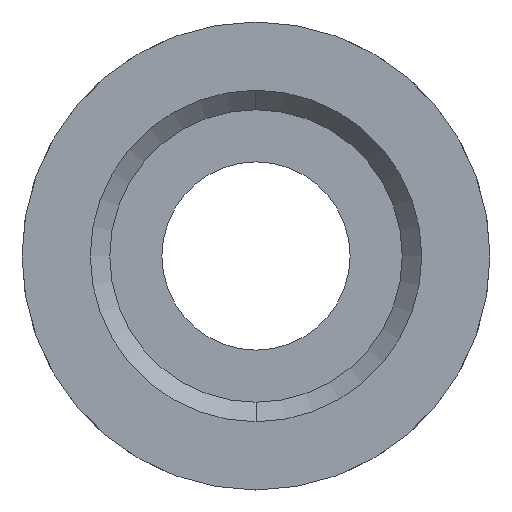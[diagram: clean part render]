
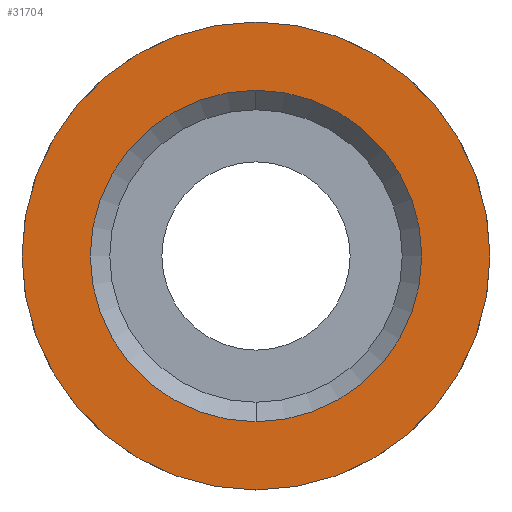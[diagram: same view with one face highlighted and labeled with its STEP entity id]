
A CAD part, front view. The second image highlights one B-rep face of the part: STEP entity #31704.
In plain terms, the highlighted planar face has unit normal (0, -1, 0).
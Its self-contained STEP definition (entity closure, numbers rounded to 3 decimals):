
#514=CARTESIAN_POINT('',(0.,-55.3,0.));
#515=DIRECTION('',(0.,1.,0.));
#516=DIRECTION('',(0.,0.,1.));
#517=AXIS2_PLACEMENT_3D('',#514,#515,#516);
#538=CARTESIAN_POINT('',(0.,-55.3,0.));
#539=DIRECTION('',(0.,1.,0.));
#540=DIRECTION('',(0.,0.,-1.));
#541=AXIS2_PLACEMENT_3D('',#538,#539,#540);
#629=CARTESIAN_POINT('',(0.,-55.3,0.));
#630=DIRECTION('',(0.,-1.,0.));
#631=DIRECTION('',(1.,0.,0.));
#632=AXIS2_PLACEMENT_3D('',#629,#630,#631);
#651=CARTESIAN_POINT('',(0.,-55.3,0.));
#652=DIRECTION('',(0.,-1.,0.));
#653=DIRECTION('',(-1.,0.,0.));
#654=AXIS2_PLACEMENT_3D('',#651,#652,#653);
#28789=CARTESIAN_POINT('',(0.,-55.3,-12.75));
#28791=VERTEX_POINT('',#28789);
#28793=CARTESIAN_POINT('',(0.,-55.3,12.75));
#28795=VERTEX_POINT('',#28793);
#28836=CARTESIAN_POINT('',(18.,-55.3,0.));
#28838=VERTEX_POINT('',#28836);
#28840=CARTESIAN_POINT('',(-18.,-55.3,0.));
#28842=VERTEX_POINT('',#28840);
#31688=CARTESIAN_POINT('',(0.,-55.3,0.));
#31689=DIRECTION('',(0.,1.,0.));
#31690=DIRECTION('',(1.,0.,0.));
#31691=AXIS2_PLACEMENT_3D('',#31688,#31689,#31690);
#31692=PLANE('',#31691);
#31694=ORIENTED_EDGE('',*,*,#31693,.F.);
#31696=ORIENTED_EDGE('',*,*,#31695,.F.);
#31697=EDGE_LOOP('',(#31694,#31696));
#31698=FACE_OUTER_BOUND('',#31697,.F.);
#31700=ORIENTED_EDGE('',*,*,#31699,.F.);
#31701=ORIENTED_EDGE('',*,*,#31676,.F.);
#31702=EDGE_LOOP('',(#31700,#31701));
#31703=FACE_BOUND('',#31702,.F.);
#31704=ADVANCED_FACE('',(#31698,#31703),#31692,.F.);
#518=CIRCLE('',#517,12.75);
#542=CIRCLE('',#541,12.75);
#633=CIRCLE('',#632,18.);
#655=CIRCLE('',#654,18.);
#31676=EDGE_CURVE('',#28795,#28791,#518,.T.);
#31693=EDGE_CURVE('',#28838,#28842,#633,.T.);
#31695=EDGE_CURVE('',#28842,#28838,#655,.T.);
#31699=EDGE_CURVE('',#28791,#28795,#542,.T.);
